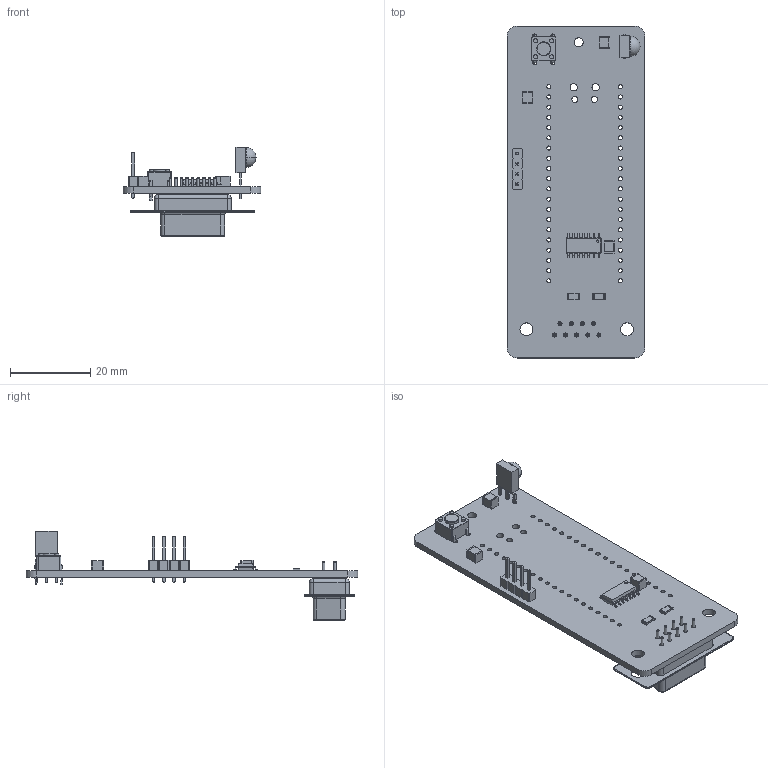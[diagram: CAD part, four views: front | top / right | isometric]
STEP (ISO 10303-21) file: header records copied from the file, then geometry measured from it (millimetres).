
FILE_DESCRIPTION(('KiCad electronic assembly'),'2;1');
FILE_NAME('BKM-10Rp2040.step','2022-01-13T16:21:44',('An Author'),( 'A Company'),'Open CASCADE STEP processor 6.9', 'KiCad to STEP converter','Unknown');
FILE_SCHEMA(('AUTOMOTIVE_DESIGN { 1 0 10303 214 1 1 1 1 }'));
Length unit declared in the file: millimetre
Products named in the file (16): Open CASCADE STEP translator 6.9 1; SOIC-14_3.9x8.7mm_P1.27mm; SOLID; R_1206_3216Metric; PinHeader_1x04_P2.54mm_Vertical; Vishay_MINIMOLD-3Pin; SW_PUSH_6mm; DSUB-9_Female_Vertical_P2.77x2.84mm_MountingHoles; C_1210_3225Metric; COMPOUND
Assembly tree (18 placements, depth 3):
  Open CASCADE STEP translator 6.9 1
    SOIC-14_3.9x8.7mm_P1.27mm
      SOLID
    R_1206_3216Metric  x2
      SOLID
    PinHeader_1x04_P2.54mm_Vertical
      SOLID
    Vishay_MINIMOLD-3Pin
      SOLID
    SW_PUSH_6mm
      SOLID
    DSUB-9_Female_Vertical_P2.77x2.84mm_MountingHoles
      SOLID
    C_1210_3225Metric  x3
      SOLID
    COMPOUND
Bounding box: 34.29 x 82.55 x 22.25 mm (x, y, z)
Volume: 6465.2 mm3; surface area: 8773.7 mm2
Topology: 11 solids, 11 shells, 879 faces, 2250 edges, 1426 vertices
Faces by surface type: plane 510, cylinder 282, bspline 38, torus 26, cone 17, sphere 6
Full cylindrical faces by diameter (mm): 0.6 x1, 0.64 x9, 0.853 x9, 0.9 x3, 1 x17, 1.02 x40, 1.1 x4, 1.5 x2, 1.8 x2, 2.2 x1, 3.2 x4, 3.5 x1, 5 x1
Entity records: 56413 total; most frequent: CARTESIAN_POINT 9470, DIRECTION 7945, LINE 4962, VECTOR 4962, ORIENTED_EDGE 4064, PCURVE 4064, DEFINITIONAL_REPRESENTATION 4064, EDGE_CURVE 2032
